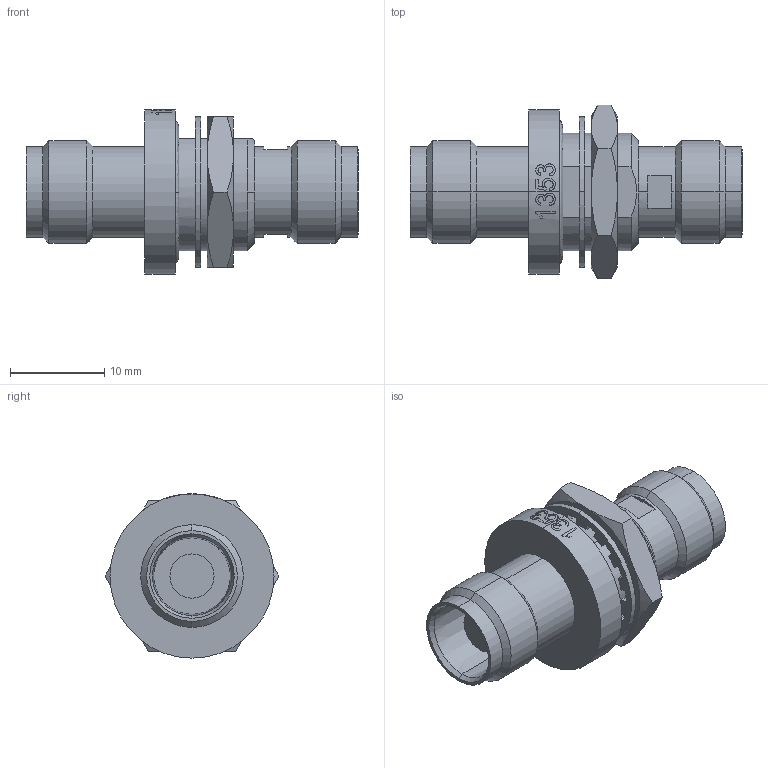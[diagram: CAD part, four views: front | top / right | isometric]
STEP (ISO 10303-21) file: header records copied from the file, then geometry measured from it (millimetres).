
FILE_DESCRIPTION (( 'STEP AP214' ), '1' );
FILE_NAME ('FMAD1353_3D.step', '2024-07-18T20:20:39', ( '' ), ( '' ), 'SwSTEP 2.0', 'SolidWorks 2022', '' );
FILE_SCHEMA (( 'AUTOMOTIVE_DESIGN' ));
Length unit declared in the file: inch
Products named in the file (5): Copy of AD-T8T8-BF-18-GB^FMAD1353; Copy of BNC8105-6^FMAD1353; Copy of A8N8-P4-5_1^FMAD1353; Copy of BNC8105-7^FMAD1353; FMAD1353_3D
Assembly tree (4 placements, depth 2):
  FMAD1353_3D
    Copy of AD-T8T8-BF-18-GB^FMAD1353
    Copy of A8N8-P4-5_1^FMAD1353
    Copy of BNC8105-6^FMAD1353
    Copy of BNC8105-7^FMAD1353
Bounding box: 35.3 x 18.48 x 17.46 mm (x, y, z)
Volume: 3305.7 mm3; surface area: 3271.1 mm2
Topology: 4 solids, 4 shells, 219 faces, 560 edges, 360 vertices
Faces by surface type: plane 68, bspline 65, cylinder 64, cone 22
Entity records: 10923 total; most frequent: CARTESIAN_POINT 5784, ORIENTED_EDGE 1120, DIRECTION 883, EDGE_CURVE 560, VERTEX_POINT 360, AXIS2_PLACEMENT_3D 337, EDGE_LOOP 236, ADVANCED_FACE 219
